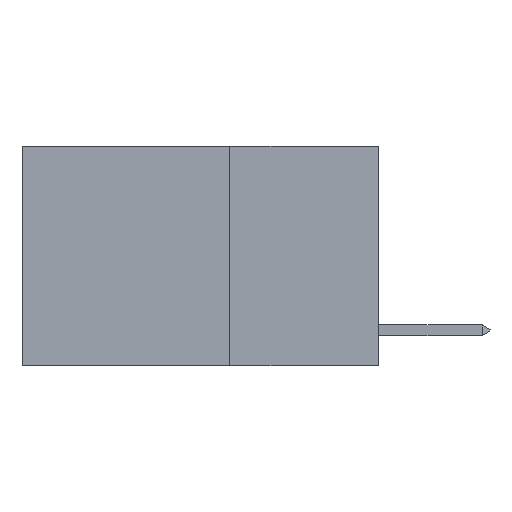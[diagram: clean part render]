
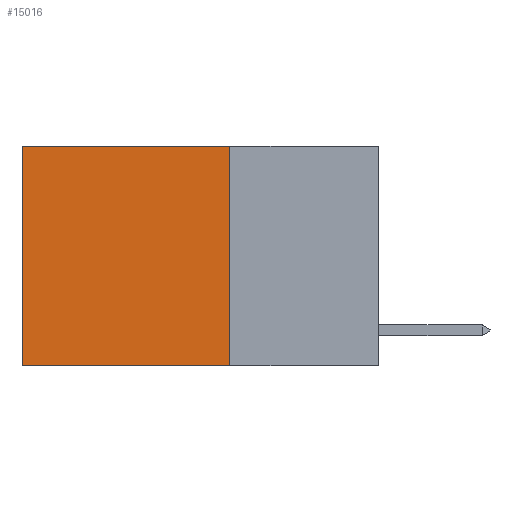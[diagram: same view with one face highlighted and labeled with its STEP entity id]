
A CAD part, left-side view. The second image highlights one B-rep face of the part: STEP entity #15016.
In plain terms, the highlighted planar face has unit normal (-1, 0, 0).
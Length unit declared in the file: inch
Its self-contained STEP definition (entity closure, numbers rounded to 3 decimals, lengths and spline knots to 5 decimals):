
#1461 = LINE ( 'NONE', #2953, #18945 ) ;
#2386 = ORIENTED_EDGE ( 'NONE', *, *, #3370, .T. ) ;
#2953 = CARTESIAN_POINT ( 'NONE',  ( 0.2625, 0.25, -0.37 ) ) ;
#3018 = VECTOR ( 'NONE', #16687, 39.37008 ) ;
#3130 = DIRECTION ( 'NONE',  ( 0., 1., 0. ) ) ;
#3370 = EDGE_CURVE ( 'NONE', #24645, #13050, #23224, .T. ) ;
#3509 = VERTEX_POINT ( 'NONE', #11047 ) ;
#3543 = AXIS2_PLACEMENT_3D ( 'NONE', #10314, #21827, #8226 ) ;
#4306 = CARTESIAN_POINT ( 'NONE',  ( 0.2625, 0.6, 0. ) ) ;
#4549 = EDGE_CURVE ( 'NONE', #13050, #3509, #15305, .T. ) ;
#5267 = EDGE_LOOP ( 'NONE', ( #16149, #18671, #10545, #2386 ) ) ;
#6975 = VECTOR ( 'NONE', #7562, 39.37008 ) ;
#7562 = DIRECTION ( 'NONE',  ( 0., 0., -1. ) ) ;
#8206 = LINE ( 'NONE', #17398, #6975 ) ;
#8226 = DIRECTION ( 'NONE',  ( 0., 0., -1. ) ) ;
#10314 = CARTESIAN_POINT ( 'NONE',  ( 0.2625, 0.25, 0. ) ) ;
#10545 = ORIENTED_EDGE ( 'NONE', *, *, #12240, .F. ) ;
#10881 = CARTESIAN_POINT ( 'NONE',  ( 0.2625, 0.25, -0.37 ) ) ;
#11047 = CARTESIAN_POINT ( 'NONE',  ( 0.2625, 0.6, -0.37 ) ) ;
#12240 = EDGE_CURVE ( 'NONE', #24645, #19329, #8206, .T. ) ;
#12987 = CARTESIAN_POINT ( 'NONE',  ( 0.2625, 0.25, 0. ) ) ;
#13050 = VERTEX_POINT ( 'NONE', #14868 ) ;
#14114 = DIRECTION ( 'NONE',  ( 0., 0., -1. ) ) ;
#14868 = CARTESIAN_POINT ( 'NONE',  ( 0.2625, 0.6, 0. ) ) ;
#15016 = ADVANCED_FACE ( 'NONE', ( #24680 ), #21903, .F. ) ;
#15117 = EDGE_CURVE ( 'NONE', #19329, #3509, #1461, .T. ) ;
#15305 = LINE ( 'NONE', #4306, #17423 ) ;
#16149 = ORIENTED_EDGE ( 'NONE', *, *, #4549, .T. ) ;
#16687 = DIRECTION ( 'NONE',  ( 0., 1., 0. ) ) ;
#17398 = CARTESIAN_POINT ( 'NONE',  ( 0.2625, 0.25, 0. ) ) ;
#17423 = VECTOR ( 'NONE', #14114, 39.37008 ) ;
#18671 = ORIENTED_EDGE ( 'NONE', *, *, #15117, .F. ) ;
#18945 = VECTOR ( 'NONE', #3130, 39.37008 ) ;
#19329 = VERTEX_POINT ( 'NONE', #10881 ) ;
#21827 = DIRECTION ( 'NONE',  ( 1., 0., 0. ) ) ;
#21903 = PLANE ( 'NONE',  #3543 ) ;
#23224 = LINE ( 'NONE', #12987, #3018 ) ;
#24556 = CARTESIAN_POINT ( 'NONE',  ( 0.2625, 0.25, 0. ) ) ;
#24645 = VERTEX_POINT ( 'NONE', #24556 ) ;
#24680 = FACE_OUTER_BOUND ( 'NONE', #5267, .T. ) ;
